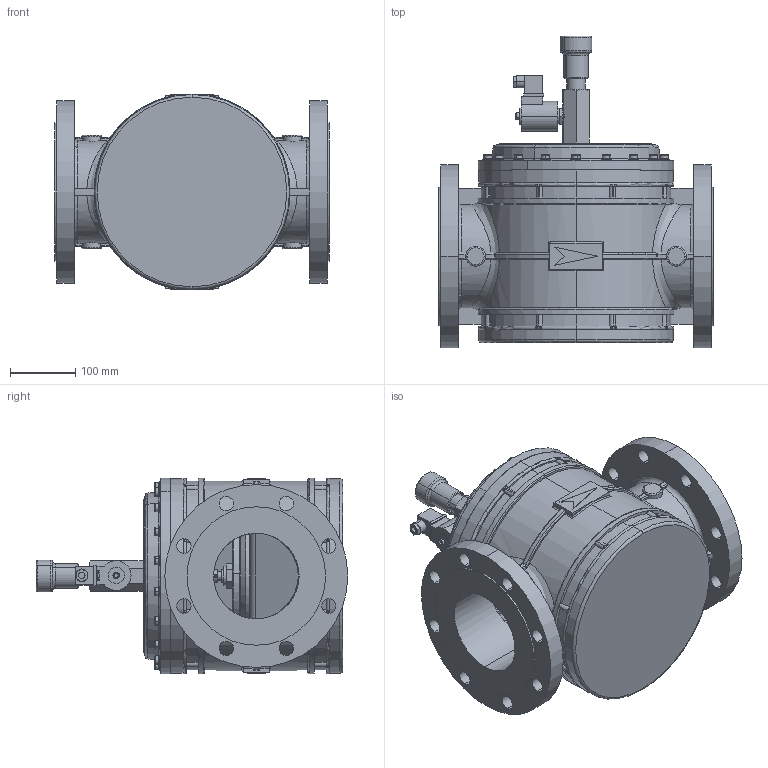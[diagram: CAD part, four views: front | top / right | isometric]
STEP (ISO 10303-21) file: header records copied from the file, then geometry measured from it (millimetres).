
FILE_DESCRIPTION (( 'STEP AP203' ), '1' );
FILE_NAME ('SV150.STEP', '2022-07-27T11:18:12', ( '' ), ( '' ), 'SwSTEP 2.0', 'SolidWorks 2018', '' );
FILE_SCHEMA (( 'CONFIG_CONTROL_DESIGN' ));
Length unit declared in the file: millimetre
Products named in the file (36): 2.14.0028; 2.14.0061; 2.14.0032; 2.14.0062; 2.13.0079; 2.14.0026; 2.14.0031; 2.14.0029; 2.14.0020; SV150; 2.14.0075; 2.14.0068; 2.14.0041; 2.14.0034; 2.14.0040; 2.14.0030; 2.14.0063; 2.14.0076; 2.14.0042; 2.14.0077; 2.14.0033; 2.14.0079; 2.14.0039; 2.14.0066; 2.14.0072; 2.14.0035_assembly mode; 2.14.0070; 2.13.0483; 2.14.0065; 2.14.0071; 2.14.0060; 2.14.0067; 2.14.0078; 2.14.0044; 2.14.0073; 2.14.0069
Assembly tree (70 placements, depth 2):
  SV150
    2.13.0079
    2.13.0483  x18
    2.14.0020
    2.14.0026
    2.14.0028
    2.14.0029
    2.14.0030
    2.14.0032
    2.14.0033  x2
    2.14.0034
    2.14.0035_assembly mode
    2.14.0039
    2.14.0040
    2.14.0041
    2.14.0042
    2.14.0044
    2.14.0060
    2.14.0061
    2.14.0062  x18
    2.14.0063
    2.14.0065
    2.14.0066
    2.14.0067
    2.14.0068
    2.14.0069
    2.14.0070
    2.14.0071
    2.14.0072
    2.14.0073
    2.14.0075
    2.14.0076
    2.14.0077
    2.14.0078
    2.14.0079
    2.14.0031
Bounding box: 420 x 477 x 300 mm (x, y, z)
Volume: 10837822 mm3; surface area: 1630151.1 mm2
Topology: 70 solids, 70 shells, 2017 faces, 4687 edges, 2913 vertices
Faces by surface type: plane 831, cylinder 766, torus 190, cone 117, bspline 111, sphere 2
Entity records: 70780 total; most frequent: CARTESIAN_POINT 31273, DIRECTION 7544, ORIENTED_EDGE 7078, EDGE_CURVE 3539, AXIS2_PLACEMENT_3D 3084, VERTEX_POINT 2217, EDGE_LOOP 1694, CIRCLE 1646
